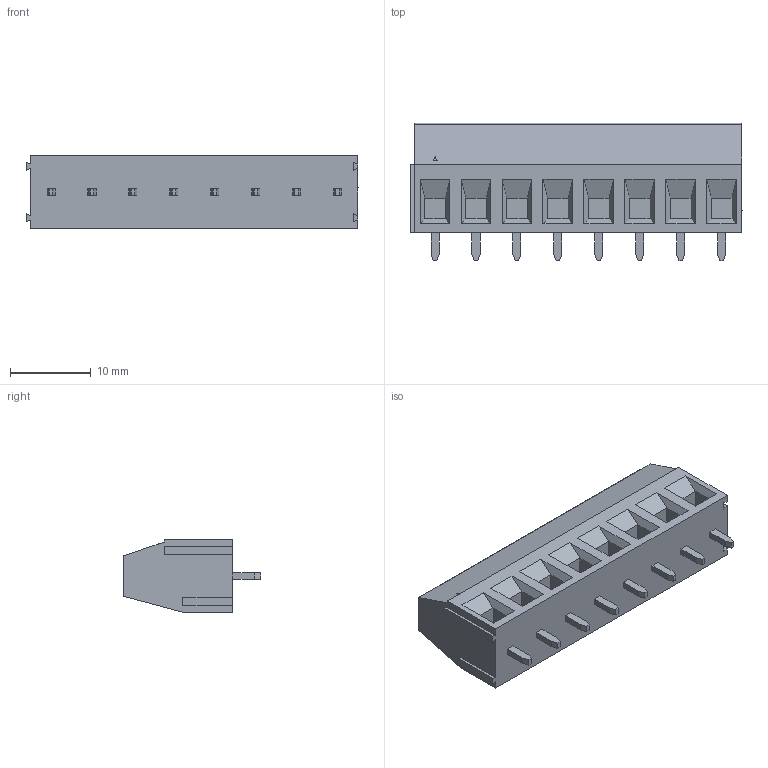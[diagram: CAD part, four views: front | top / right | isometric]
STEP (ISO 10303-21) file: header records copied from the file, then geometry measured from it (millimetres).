
FILE_DESCRIPTION (( 'STEP AP214' ), '1' );
FILE_NAME ('DG125-5.08-08P-14-00AH.STEP', '2021-01-11T19:04:40', ( '' ), ( '' ), 'SwSTEP 2.0', 'SolidWorks 2020', '' );
FILE_SCHEMA (( 'AUTOMOTIVE_DESIGN' ));
Length unit declared in the file: millimetre
Products named in the file (1): DG125-5.08-08P-14-00AH
Bounding box: 41.21 x 17.1 x 9 mm (x, y, z)
Volume: 3907.1 mm3; surface area: 3064.4 mm2
Topology: 1 solids, 1 shells, 793 faces, 2013 edges, 1298 vertices
Faces by surface type: plane 432, bspline 215, cylinder 78, torus 40, cone 28
Entity records: 39656 total; most frequent: CARTESIAN_POINT 16312, ORIENTED_EDGE 4026, DIRECTION 3037, EDGE_CURVE 2013, VERTEX_POINT 1298, LINE 1255, VECTOR 1255, AXIS2_PLACEMENT_3D 891
